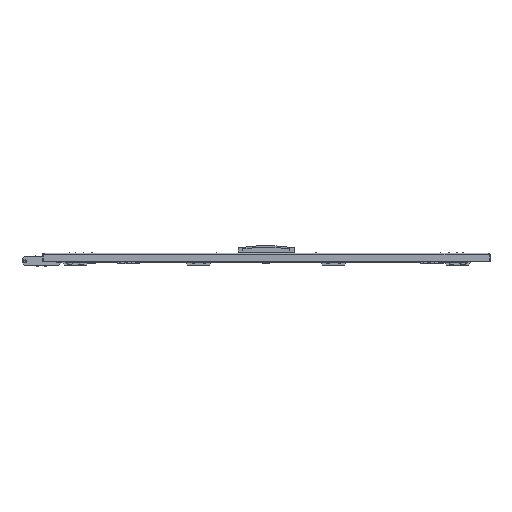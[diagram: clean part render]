
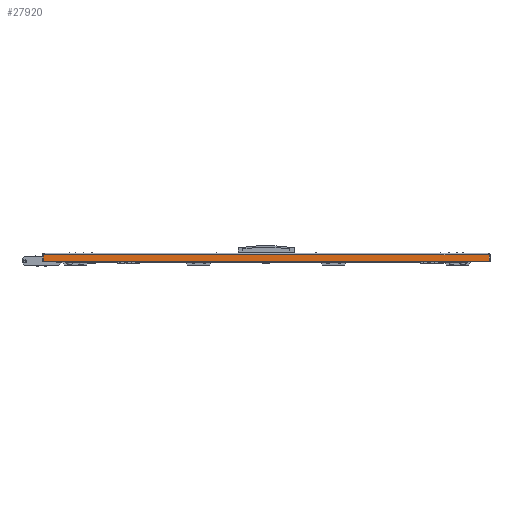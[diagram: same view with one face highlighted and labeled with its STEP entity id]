
A CAD part, left-side view. The second image highlights one B-rep face of the part: STEP entity #27920.
In plain terms, the highlighted planar face has unit normal (-1, 0, 0).
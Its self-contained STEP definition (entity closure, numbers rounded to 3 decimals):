
#1018 = VECTOR ( 'NONE', #32775, 1000. ) ;
#1830 = VECTOR ( 'NONE', #31442, 1000. ) ;
#1870 = VECTOR ( 'NONE', #9712, 1000. ) ;
#4448 = EDGE_CURVE ( 'NONE', #32934, #23732, #13880, .T. ) ;
#7435 = PLANE ( 'NONE',  #37101 ) ;
#9712 = DIRECTION ( 'NONE',  ( 0., 0., -1. ) ) ;
#9830 = VERTEX_POINT ( 'NONE', #19947 ) ;
#11318 = DIRECTION ( 'NONE',  ( 0., 0., -1. ) ) ;
#11977 = EDGE_CURVE ( 'NONE', #32934, #16665, #28275, .T. ) ;
#13115 = VECTOR ( 'NONE', #11318, 1000. ) ;
#13184 = CARTESIAN_POINT ( 'NONE',  ( -297.5, 498., 0. ) ) ;
#13880 = LINE ( 'NONE', #33735, #1870 ) ;
#16665 = VERTEX_POINT ( 'NONE', #17722 ) ;
#17722 = CARTESIAN_POINT ( 'NONE',  ( -297.5, -495.929, -2. ) ) ;
#19002 = EDGE_CURVE ( 'NONE', #23732, #9830, #28943, .T. ) ;
#19947 = CARTESIAN_POINT ( 'NONE',  ( -297.5, -495.929, -16. ) ) ;
#22898 = DIRECTION ( 'NONE',  ( 1., 0., 0. ) ) ;
#23732 = VERTEX_POINT ( 'NONE', #24361 ) ;
#24361 = CARTESIAN_POINT ( 'NONE',  ( -297.5, 495.929, -16. ) ) ;
#24896 = CARTESIAN_POINT ( 'NONE',  ( -297.5, -498., -2. ) ) ;
#25528 = ORIENTED_EDGE ( 'NONE', *, *, #19002, .T. ) ;
#26051 = LINE ( 'NONE', #33318, #13115 ) ;
#26223 = DIRECTION ( 'NONE',  ( 0., 0., -1. ) ) ;
#26538 = CARTESIAN_POINT ( 'NONE',  ( -297.5, 498., -16. ) ) ;
#27920 = ADVANCED_FACE ( 'NONE', ( #31185 ), #7435, .F. ) ;
#28275 = LINE ( 'NONE', #24896, #1830 ) ;
#28943 = LINE ( 'NONE', #26538, #1018 ) ;
#30866 = EDGE_CURVE ( 'NONE', #16665, #9830, #26051, .T. ) ;
#30969 = ORIENTED_EDGE ( 'NONE', *, *, #30866, .F. ) ;
#31185 = FACE_OUTER_BOUND ( 'NONE', #36369, .T. ) ;
#31442 = DIRECTION ( 'NONE',  ( 0., -1., 0. ) ) ;
#32775 = DIRECTION ( 'NONE',  ( 0., -1., 0. ) ) ;
#32934 = VERTEX_POINT ( 'NONE', #35496 ) ;
#33318 = CARTESIAN_POINT ( 'NONE',  ( -297.5, -495.929, -2. ) ) ;
#33735 = CARTESIAN_POINT ( 'NONE',  ( -297.5, 495.929, -2. ) ) ;
#34405 = ORIENTED_EDGE ( 'NONE', *, *, #4448, .T. ) ;
#35496 = CARTESIAN_POINT ( 'NONE',  ( -297.5, 495.929, -2. ) ) ;
#36369 = EDGE_LOOP ( 'NONE', ( #25528, #30969, #39719, #34405 ) ) ;
#37101 = AXIS2_PLACEMENT_3D ( 'NONE', #13184, #22898, #26223 ) ;
#39719 = ORIENTED_EDGE ( 'NONE', *, *, #11977, .F. ) ;
